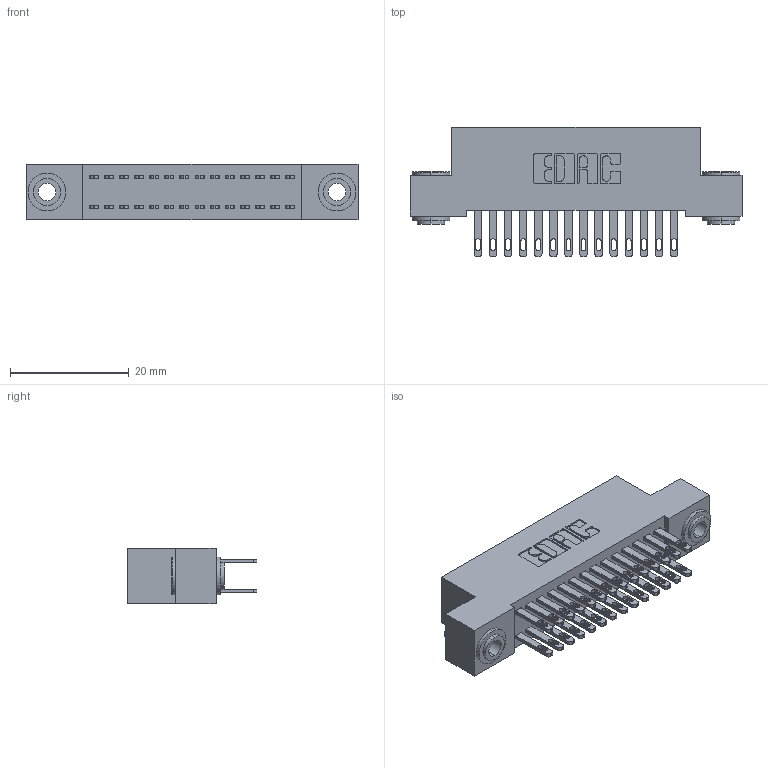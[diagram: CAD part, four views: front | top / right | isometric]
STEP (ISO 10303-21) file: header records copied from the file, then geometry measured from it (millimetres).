
FILE_DESCRIPTION (( 'STEP AP203' ), '1' );
FILE_NAME ('342-028-500-203.STEP', '2019-10-02T02:27:39', ( '' ), ( '' ), 'SwSTEP 2.0', 'SolidWorks 2016', '' );
FILE_SCHEMA (( 'CONFIG_CONTROL_DESIGN' ));
Length unit declared in the file: inch
Products named in the file (4): 342-028-500-203; 342 Part_.156 TH; 345-292-001_345-293-100; 342-250-002_345-250-002-102
Assembly tree (31 placements, depth 2):
  342-028-500-203
    342 Part_.156 TH
    345-292-001_345-293-100  x28
    342-250-002_345-250-002-102  x2
Bounding box: 55.88 x 21.85 x 9.4 mm (x, y, z)
Volume: 4996.7 mm3; surface area: 7925.5 mm2
Topology: 31 solids, 31 shells, 1492 faces, 4491 edges, 2990 vertices
Faces by surface type: plane 916, cylinder 568, cone 8
Entity records: 13076 total; most frequent: CARTESIAN_POINT 2173, ORIENTED_EDGE 2102, DIRECTION 1941, EDGE_CURVE 1051, LINE 895, VECTOR 895, VERTEX_POINT 698, AXIS2_PLACEMENT_3D 523
